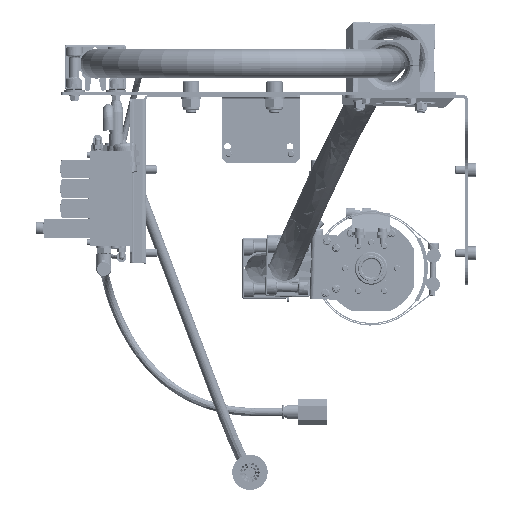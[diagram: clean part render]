
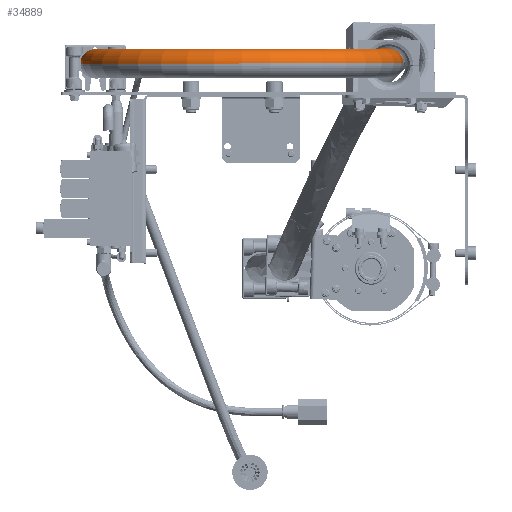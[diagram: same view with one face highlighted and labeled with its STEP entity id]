
A CAD part, left-side view. The second image highlights one B-rep face of the part: STEP entity #34889.
In plain terms, the highlighted toroidal (fillet/blend) face has major radius 141 mm and minor radius 14.15 mm.
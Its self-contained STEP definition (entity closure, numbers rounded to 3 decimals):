
#972 = TOROIDAL_SURFACE ( 'NONE', #6055, 141., 14.15 ) ;
#2622 = AXIS2_PLACEMENT_3D ( 'NONE', #136936, #19733, #156591 ) ;
#6055 = AXIS2_PLACEMENT_3D ( 'NONE', #109528, #206922, #12005 ) ;
#12005 = DIRECTION ( 'NONE',  ( 0., -1., 0.002 ) ) ;
#12386 = AXIS2_PLACEMENT_3D ( 'NONE', #190159, #72938, #209758 ) ;
#12867 = CARTESIAN_POINT ( 'NONE',  ( -59., 265.178, 1961.571 ) ) ;
#18929 = DIRECTION ( 'NONE',  ( -1., 0., 0. ) ) ;
#19733 = DIRECTION ( 'NONE',  ( 0., 0.002, 1. ) ) ;
#23238 = CARTESIAN_POINT ( 'NONE',  ( -59., -30.972, 1962.148 ) ) ;
#29128 = CIRCLE ( 'NONE', #2622, 155.15 ) ;
#30628 = VERTEX_POINT ( 'NONE', #175543 ) ;
#32552 = DIRECTION ( 'NONE',  ( 0., 1., 0. ) ) ;
#34889 = ADVANCED_FACE ( 'NONE', ( #98907 ), #972, .T. ) ;
#37000 = CARTESIAN_POINT ( 'NONE',  ( -59., -2.672, 1962.093 ) ) ;
#43721 = EDGE_CURVE ( 'NONE', #238165, #46230, #108008, .T. ) ;
#45928 = DIRECTION ( 'NONE',  ( 0., 0.002, 1. ) ) ;
#46230 = VERTEX_POINT ( 'NONE', #146400 ) ;
#50835 = AXIS2_PLACEMENT_3D ( 'NONE', #136120, #18929, #155811 ) ;
#54246 = EDGE_LOOP ( 'NONE', ( #197375, #228163, #217249, #218150, #131660, #118284 ) ) ;
#68163 = EDGE_CURVE ( 'NONE', #155584, #189192, #195469, .T. ) ;
#70068 = EDGE_CURVE ( 'NONE', #46230, #30628, #130552, .T. ) ;
#70266 = AXIS2_PLACEMENT_3D ( 'NONE', #220356, #103315, #240008 ) ;
#72938 = DIRECTION ( 'NONE',  ( 1., 0., 0. ) ) ;
#94016 = EDGE_CURVE ( 'NONE', #30628, #189192, #125753, .T. ) ;
#98907 = FACE_OUTER_BOUND ( 'NONE', #54246, .T. ) ;
#103315 = DIRECTION ( 'NONE',  ( -1., 0., 0. ) ) ;
#108008 = CIRCLE ( 'NONE', #12386, 14.15 ) ;
#109528 = CARTESIAN_POINT ( 'NONE',  ( -59., 124.178, 1961.846 ) ) ;
#118284 = ORIENTED_EDGE ( 'NONE', *, *, #70068, .F. ) ;
#125753 = CIRCLE ( 'NONE', #239776, 126.85 ) ;
#130552 = CIRCLE ( 'NONE', #205110, 14.15 ) ;
#131660 = ORIENTED_EDGE ( 'NONE', *, *, #94016, .F. ) ;
#136120 = CARTESIAN_POINT ( 'NONE',  ( -59., -16.822, 1962.121 ) ) ;
#136936 = CARTESIAN_POINT ( 'NONE',  ( -59., 124.178, 1961.846 ) ) ;
#146400 = CARTESIAN_POINT ( 'NONE',  ( -59., 265.178, 1975.721 ) ) ;
#149719 = DIRECTION ( 'NONE',  ( 1., 0., 0. ) ) ;
#155329 = VERTEX_POINT ( 'NONE', #23238 ) ;
#155584 = VERTEX_POINT ( 'NONE', #206094 ) ;
#155811 = DIRECTION ( 'NONE',  ( 0., -1., 0.004 ) ) ;
#156591 = DIRECTION ( 'NONE',  ( 0., -1., 0.002 ) ) ;
#163104 = CARTESIAN_POINT ( 'NONE',  ( -59., 124.178, 1961.846 ) ) ;
#173346 = CIRCLE ( 'NONE', #70266, 14.15 ) ;
#175543 = CARTESIAN_POINT ( 'NONE',  ( -59., 251.028, 1961.598 ) ) ;
#182757 = DIRECTION ( 'NONE',  ( 0., -1., 0.002 ) ) ;
#189192 = VERTEX_POINT ( 'NONE', #37000 ) ;
#190159 = CARTESIAN_POINT ( 'NONE',  ( -59., 265.178, 1961.571 ) ) ;
#195469 = CIRCLE ( 'NONE', #50835, 14.15 ) ;
#197375 = ORIENTED_EDGE ( 'NONE', *, *, #43721, .F. ) ;
#205110 = AXIS2_PLACEMENT_3D ( 'NONE', #12867, #149719, #32552 ) ;
#206094 = CARTESIAN_POINT ( 'NONE',  ( -59., -16.822, 1976.271 ) ) ;
#206614 = CARTESIAN_POINT ( 'NONE',  ( -59., 279.328, 1961.543 ) ) ;
#206922 = DIRECTION ( 'NONE',  ( 0., 0.002, 1. ) ) ;
#209758 = DIRECTION ( 'NONE',  ( 0., 1., 0. ) ) ;
#214140 = EDGE_CURVE ( 'NONE', #238165, #155329, #29128, .T. ) ;
#217249 = ORIENTED_EDGE ( 'NONE', *, *, #249370, .T. ) ;
#218150 = ORIENTED_EDGE ( 'NONE', *, *, #68163, .T. ) ;
#220356 = CARTESIAN_POINT ( 'NONE',  ( -59., -16.822, 1962.121 ) ) ;
#228163 = ORIENTED_EDGE ( 'NONE', *, *, #214140, .T. ) ;
#238165 = VERTEX_POINT ( 'NONE', #206614 ) ;
#239776 = AXIS2_PLACEMENT_3D ( 'NONE', #163104, #45928, #182757 ) ;
#240008 = DIRECTION ( 'NONE',  ( 0., -1., 0.004 ) ) ;
#249370 = EDGE_CURVE ( 'NONE', #155329, #155584, #173346, .T. ) ;
